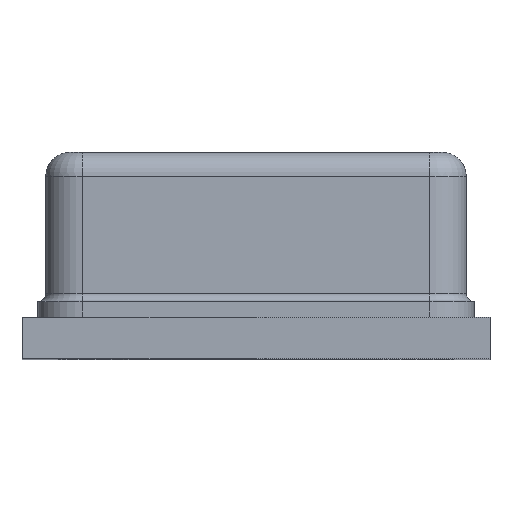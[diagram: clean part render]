
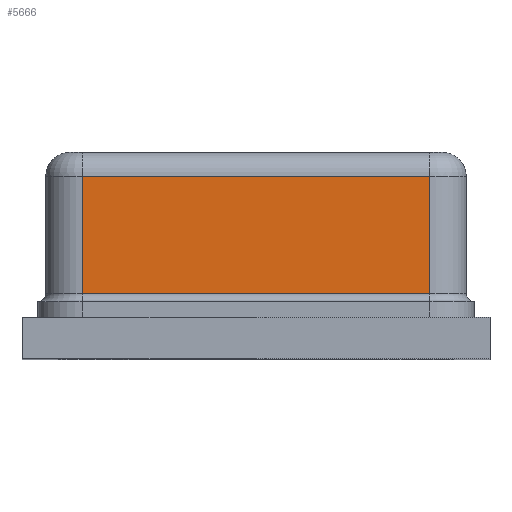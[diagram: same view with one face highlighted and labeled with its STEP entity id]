
A CAD part, top view. The second image highlights one B-rep face of the part: STEP entity #5666.
In plain terms, the highlighted planar face has unit normal (0, 0, 1).
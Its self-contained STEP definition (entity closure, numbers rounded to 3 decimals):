
#554 = EDGE_CURVE ( 'NONE', #974, #7873, #3199, .T. ) ;
#671 = FACE_OUTER_BOUND ( 'NONE', #7216, .T. ) ;
#691 = LINE ( 'NONE', #885, #2744 ) ;
#723 = ORIENTED_EDGE ( 'NONE', *, *, #1874, .F. ) ;
#885 = CARTESIAN_POINT ( 'NONE',  ( -1.095, 0.41, 1.73 ) ) ;
#974 = VERTEX_POINT ( 'NONE', #7629 ) ;
#1082 = DIRECTION ( 'NONE',  ( 0., 1., 0. ) ) ;
#1134 = CARTESIAN_POINT ( 'NONE',  ( -1.095, 1.15, 1.73 ) ) ;
#1222 = DIRECTION ( 'NONE',  ( 0., 0., 1. ) ) ;
#1257 = CARTESIAN_POINT ( 'NONE',  ( -1.095, -4.238, 1.73 ) ) ;
#1365 = VECTOR ( 'NONE', #1774, 1000. ) ;
#1509 = DIRECTION ( 'NONE',  ( 1., 0., 0. ) ) ;
#1774 = DIRECTION ( 'NONE',  ( -1., 0., 0. ) ) ;
#1874 = EDGE_CURVE ( 'NONE', #6351, #6174, #6688, .T. ) ;
#1912 = CARTESIAN_POINT ( 'NONE',  ( -1.095, 1.15, 1.73 ) ) ;
#2428 = ORIENTED_EDGE ( 'NONE', *, *, #7187, .T. ) ;
#2518 = CARTESIAN_POINT ( 'NONE',  ( -1.095, 0.41, 1.73 ) ) ;
#2744 = VECTOR ( 'NONE', #1509, 1000. ) ;
#2884 = ORIENTED_EDGE ( 'NONE', *, *, #554, .T. ) ;
#3022 = CARTESIAN_POINT ( 'NONE',  ( 1.095, -4.238, 1.73 ) ) ;
#3096 = VECTOR ( 'NONE', #1082, 1000. ) ;
#3199 = LINE ( 'NONE', #3022, #3096 ) ;
#3284 = DIRECTION ( 'NONE',  ( 1., 0., 0. ) ) ;
#4296 = EDGE_CURVE ( 'NONE', #6351, #974, #691, .T. ) ;
#4467 = LINE ( 'NONE', #1134, #1365 ) ;
#4596 = CARTESIAN_POINT ( 'NONE',  ( 1.095, 1.15, 1.73 ) ) ;
#5279 = PLANE ( 'NONE',  #6545 ) ;
#5666 = ADVANCED_FACE ( 'NONE', ( #671 ), #5279, .T. ) ;
#5690 = CARTESIAN_POINT ( 'NONE',  ( -1.095, -4.238, 1.73 ) ) ;
#5871 = VECTOR ( 'NONE', #7007, 1000. ) ;
#6174 = VERTEX_POINT ( 'NONE', #1912 ) ;
#6351 = VERTEX_POINT ( 'NONE', #2518 ) ;
#6545 = AXIS2_PLACEMENT_3D ( 'NONE', #1257, #1222, #3284 ) ;
#6688 = LINE ( 'NONE', #5690, #5871 ) ;
#7007 = DIRECTION ( 'NONE',  ( 0., 1., 0. ) ) ;
#7187 = EDGE_CURVE ( 'NONE', #7873, #6174, #4467, .T. ) ;
#7216 = EDGE_LOOP ( 'NONE', ( #723, #7849, #2884, #2428 ) ) ;
#7629 = CARTESIAN_POINT ( 'NONE',  ( 1.095, 0.41, 1.73 ) ) ;
#7849 = ORIENTED_EDGE ( 'NONE', *, *, #4296, .T. ) ;
#7873 = VERTEX_POINT ( 'NONE', #4596 ) ;
